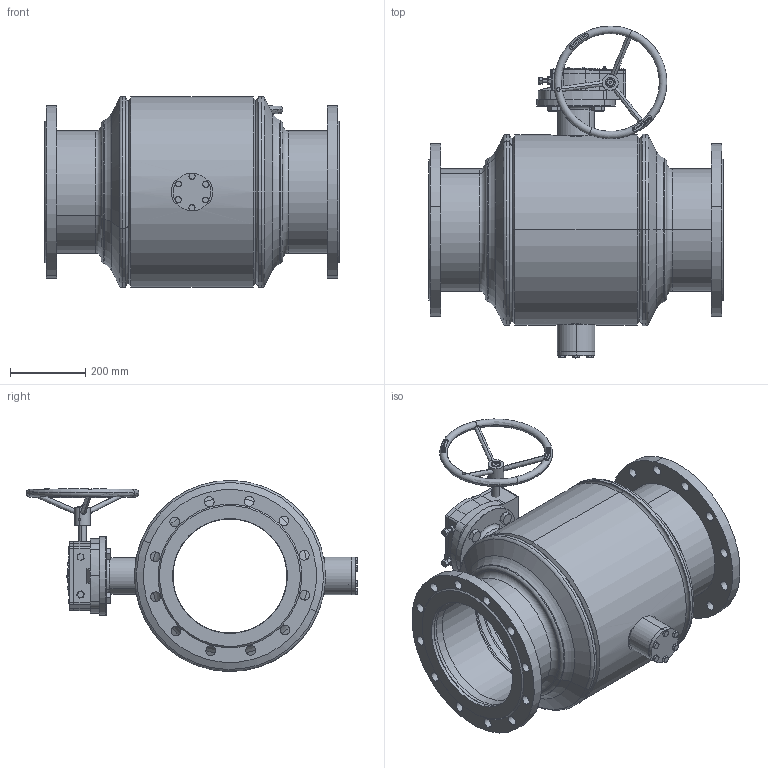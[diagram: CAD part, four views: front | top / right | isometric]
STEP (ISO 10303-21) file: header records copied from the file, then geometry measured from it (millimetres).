
FILE_DESCRIPTION (( 'STEP AP214' ), '1' );
FILE_NAME ('DN300籵噤楊擘恘謫⑩概PN16.STEP', '2026-02-25T07:18:12', ( '' ), ( '' ), 'SwSTEP 2.0', 'SolidWorks 2022', '' );
FILE_SCHEMA (( 'AUTOMOTIVE_DESIGN' ));
Length unit declared in the file: millimetre
Products named in the file (27): 眊裔; 揤裔1; 錨璃6; 癹弇蹟譫; DN300通径法兰蜗轮球阀PN16; 錨璃5; 硌尨齪; 蹟佪5; 癹弇結輸; 癹弇蹟佪; Q61F-350-7粣杶珨; 300恘謫; 蹟佪; hexagon head bolts-full thread gb2_GB_FASTENER_BOLT_STBAB A M10X20-N; 胶圈; 蹟佪4; hexagon head bolts-full thread gb_GB_FASTENER_BOLT_STBAB A M20X40-N; 錨璃; 恘謫; 籵噤300晚概极; 300楊擘1.6; 忒謫; 恘裝; DN350-概极 笢弊; 梓齪; 眊极; DN350-450苤粣杶
Assembly tree (47 placements, depth 3):
  DN300通径法兰蜗轮球阀PN16
    DN350-概极 笢弊
    揤裔1
    Q61F-350-7粣杶珨
    hexagon head bolts-full thread gb2_GB_FASTENER_BOLT_STBAB A M10X20-N  x6
    DN350-450苤粣杶
    籵噤300晚概极  x2
    300恘謫
      眊极
      眊裔
      恘裝
      忒謫
      梓齪
      蹟佪  x6
      恘謫
      胶圈  x2
      蹟佪5  x2
      錨璃
      錨璃5
      錨璃6
      癹弇蹟佪  x2
      癹弇蹟譫  x2
      蹟佪4  x2
      硌尨齪
      癹弇結輸  x2
    hexagon head bolts-full thread gb_GB_FASTENER_BOLT_STBAB A M20X40-N  x4
    300楊擘1.6  x2
Bounding box: 782 x 881.87 x 508 mm (x, y, z)
Volume: 30701410.3 mm3; surface area: 3721279 mm2
Topology: 48 solids, 48 shells, 1877 faces, 4605 edges, 2979 vertices
Faces by surface type: plane 932, cylinder 644, cone 168, bspline 93, torus 40
Entity records: 52681 total; most frequent: CARTESIAN_POINT 17459, ORIENTED_EDGE 6970, DIRECTION 6925, EDGE_CURVE 3485, AXIS2_PLACEMENT_3D 2427, VERTEX_POINT 2277, VECTOR 2071, LINE 2071
